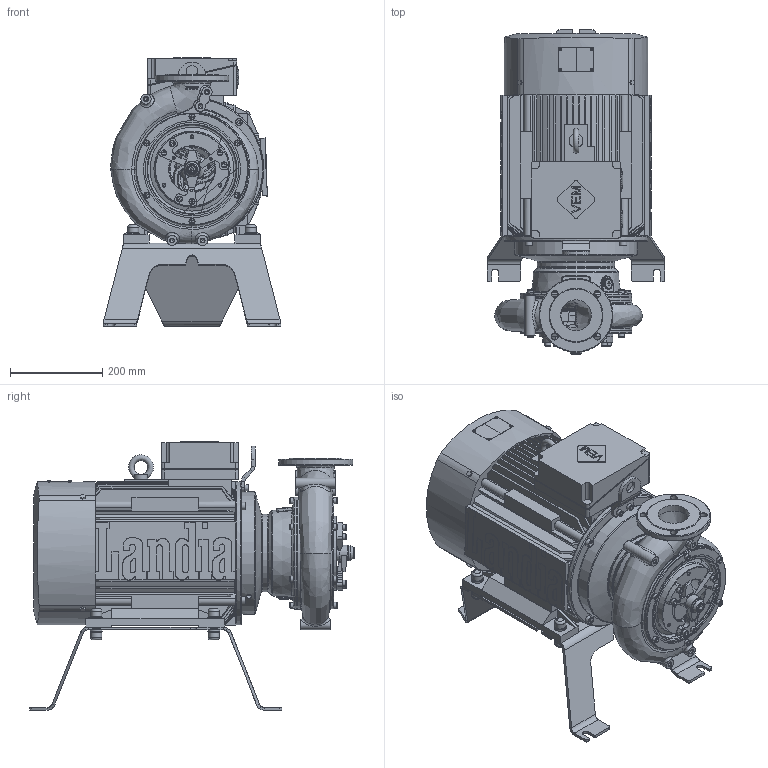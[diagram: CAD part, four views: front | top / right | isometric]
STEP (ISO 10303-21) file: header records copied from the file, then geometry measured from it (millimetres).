
FILE_DESCRIPTION(/* description */ ('MPTK-I-65'),/* implementation_level */ '2;1');
FILE_NAME(/* name */ 'MPTK-I-65-3000rpm.stp',/* time_stamp */ '2016-06-22T09:54:58+02:00',/* author */ ('mgu'),/* organization */ (''),/* preprocessor_version */ 'ST-DEVELOPER v15.2',/* originating_system */ 'Autodesk Inventor 2014',/* authorisation */ '');
FILE_SCHEMA (('AUTOMOTIVE_DESIGN { 1 0 10303 214 3 1 1 }'));
Products named in the file (1): MPTK-I-65-3000rpm
Bounding box: 385 x 701.75 x 581 mm (x, y, z)
Volume: 19218207.6 mm3; surface area: 3241490 mm2
Topology: 3 solids, 3 shells, 4711 faces, 12932 edges, 8332 vertices
Faces by surface type: plane 2971, cylinder 594, bspline 576, cone 285, torus 263, sphere 22
Full cylindrical faces by diameter (mm): 3.2 x4, 4 x4, 4.917 x1, 6 x5, 6.5 x4, 6.647 x12, 7 x1, 8.376 x11, 10 x4, 11.053 x4, 11.445 x1, 11.5 x1, 12 x4, 13 x35, 14 x4, 15 x10, 16 x7, 17 x1, 21 x3, 22 x1, 24 x14, 24.7 x4, 25 x3, 26.1 x8, 30 x1, 32.5 x1, 34 x2, 34.5 x1, 36 x1, 40 x1
Entity records: 169150 total; most frequent: CARTESIAN_POINT 56520, ORIENTED_EDGE 24780, DIRECTION 20711, EDGE_CURVE 12389, VERTEX_POINT 8208, LINE 8153, VECTOR 8153, AXIS2_PLACEMENT_3D 6279
